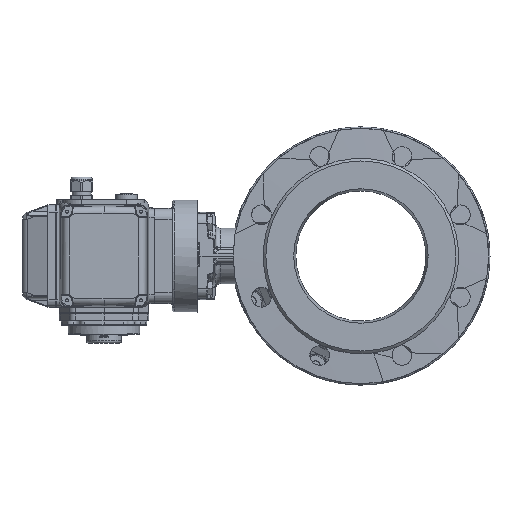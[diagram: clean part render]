
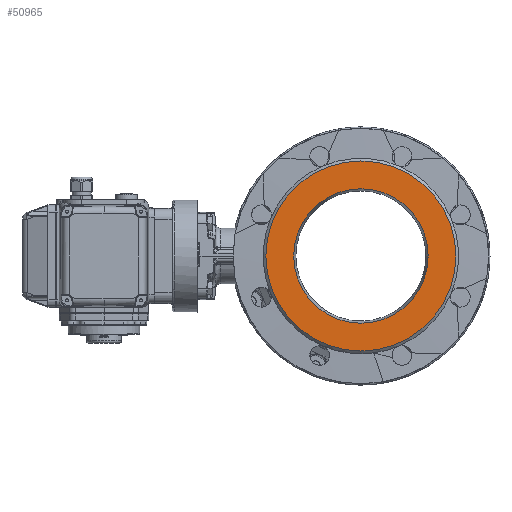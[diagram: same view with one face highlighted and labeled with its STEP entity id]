
A CAD part, left-side view. The second image highlights one B-rep face of the part: STEP entity #50965.
In plain terms, the highlighted planar face has unit normal (-1, 0, 0).
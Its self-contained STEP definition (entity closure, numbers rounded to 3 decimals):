
#848=PLANE('',#54955);
#11377=CIRCLE('',#54635,75.);
#11386=CIRCLE('',#54645,106.);
#15397=ORIENTED_EDGE('',*,*,#30216,.F.);
#15398=ORIENTED_EDGE('',*,*,#30207,.T.);
#30207=EDGE_CURVE('',#38084,#38084,#11377,.T.);
#30216=EDGE_CURVE('',#38085,#38085,#11386,.T.);
#38084=VERTEX_POINT('',#77310);
#38085=VERTEX_POINT('',#77321);
#43276=EDGE_LOOP('',(#15397));
#43277=EDGE_LOOP('',(#15398));
#47060=FACE_BOUND('',#43276,.T.);
#47061=FACE_BOUND('',#43277,.T.);
#50965=ADVANCED_FACE('',(#47060,#47061),#848,.T.);
#54635=AXIS2_PLACEMENT_3D('',#77309,#60366,#60367);
#54645=AXIS2_PLACEMENT_3D('',#77320,#60386,#60387);
#54955=AXIS2_PLACEMENT_3D('',#83070,#61136,#61137);
#60366=DIRECTION('',(1.,0.,0.));
#60367=DIRECTION('',(0.,0.,-1.));
#60386=DIRECTION('',(1.,0.,0.));
#60387=DIRECTION('',(0.,0.,-1.));
#61136=DIRECTION('',(-1.,0.,0.));
#61137=DIRECTION('',(0.,0.,1.));
#77309=CARTESIAN_POINT('',(-101.,0.,0.));
#77310=CARTESIAN_POINT('',(-101.,0.,-75.));
#77320=CARTESIAN_POINT('',(-101.,0.,0.));
#77321=CARTESIAN_POINT('',(-101.,0.,-106.));
#83070=CARTESIAN_POINT('',(-101.,-106.,0.));
